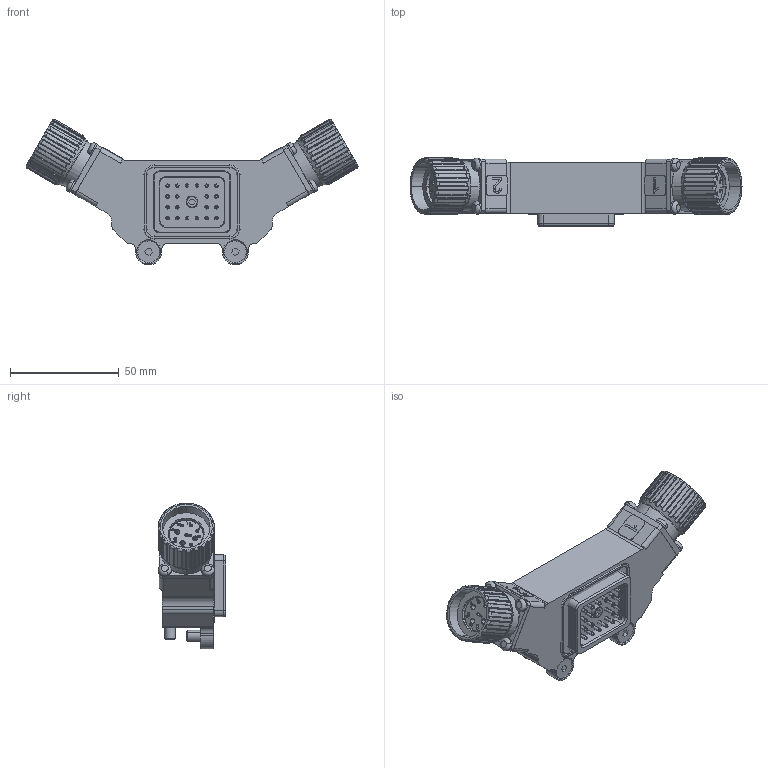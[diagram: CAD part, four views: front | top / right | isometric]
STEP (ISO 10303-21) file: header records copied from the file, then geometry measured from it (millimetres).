
FILE_DESCRIPTION (( 'STEP AP203' ), '1' );
FILE_NAME ('P1374.STEP', '2019-01-17T09:39:57', ( '' ), ( '' ), 'SwSTEP 2.0', 'SolidWorks 2017', '' );
FILE_SCHEMA (( 'CONFIG_CONTROL_DESIGN' ));
Products named in the file (1): P1374
Bounding box: 152.97 x 31.3 x 67.12 mm (x, y, z)
Volume: 108830.8 mm3; surface area: 38349.8 mm2
Topology: 42 solids, 42 shells, 3544 faces, 9436 edges, 6064 vertices
Faces by surface type: plane 2013, cylinder 962, cone 260, torus 156, bspline 153
Entity records: 118347 total; most frequent: CARTESIAN_POINT 31570, ORIENTED_EDGE 18712, DIRECTION 17006, EDGE_CURVE 9356, LINE 6246, VECTOR 6246, VERTEX_POINT 6064, AXIS2_PLACEMENT_3D 5380
